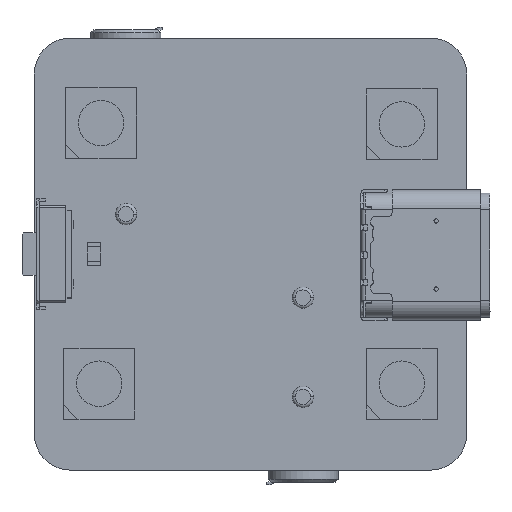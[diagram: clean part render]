
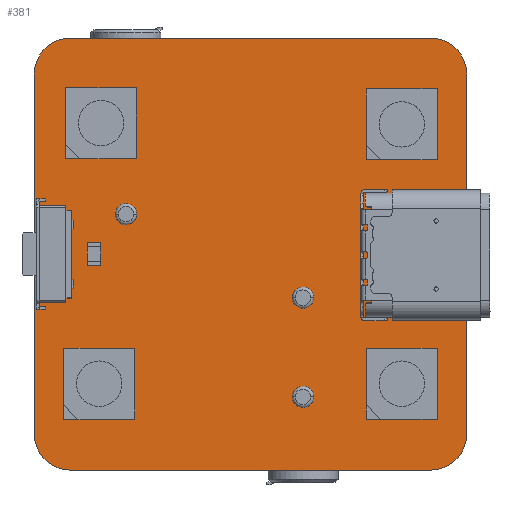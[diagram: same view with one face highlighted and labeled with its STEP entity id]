
A CAD part, top view. The second image highlights one B-rep face of the part: STEP entity #381.
In plain terms, the highlighted planar face has unit normal (0, 0, 1).
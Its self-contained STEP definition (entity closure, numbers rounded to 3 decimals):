
#116 = VERTEX_POINT('',#117);
#117 = CARTESIAN_POINT('',(2.54,5.08,0.411));
#123 = EDGE_CURVE('',#116,#124,#126,.T.);
#124 = VERTEX_POINT('',#125);
#125 = CARTESIAN_POINT('',(2.54,30.48,0.411));
#126 = LINE('',#127,#128);
#127 = CARTESIAN_POINT('',(2.54,5.08,0.411));
#128 = VECTOR('',#129,1.);
#129 = DIRECTION('',(0.,1.,0.));
#154 = EDGE_CURVE('',#124,#155,#157,.T.);
#155 = VERTEX_POINT('',#156);
#156 = CARTESIAN_POINT('',(5.08,33.02,0.411));
#157 = CIRCLE('',#158,2.54);
#158 = AXIS2_PLACEMENT_3D('',#159,#160,#161);
#159 = CARTESIAN_POINT('',(5.08,30.48,0.411));
#160 = DIRECTION('',(0.,0.,-1.));
#161 = DIRECTION('',(-1.,0.,0.));
#187 = EDGE_CURVE('',#155,#188,#190,.T.);
#188 = VERTEX_POINT('',#189);
#189 = CARTESIAN_POINT('',(30.48,33.02,0.411));
#190 = LINE('',#191,#192);
#191 = CARTESIAN_POINT('',(5.08,33.02,0.411));
#192 = VECTOR('',#193,1.);
#193 = DIRECTION('',(1.,0.,0.));
#218 = EDGE_CURVE('',#188,#219,#221,.T.);
#219 = VERTEX_POINT('',#220);
#220 = CARTESIAN_POINT('',(33.02,30.48,0.411));
#221 = CIRCLE('',#222,2.54);
#222 = AXIS2_PLACEMENT_3D('',#223,#224,#225);
#223 = CARTESIAN_POINT('',(30.48,30.48,0.411));
#224 = DIRECTION('',(0.,0.,-1.));
#225 = DIRECTION('',(0.,1.,0.));
#251 = EDGE_CURVE('',#219,#252,#254,.T.);
#252 = VERTEX_POINT('',#253);
#253 = CARTESIAN_POINT('',(33.02,5.08,0.411));
#254 = LINE('',#255,#256);
#255 = CARTESIAN_POINT('',(33.02,30.48,0.411));
#256 = VECTOR('',#257,1.);
#257 = DIRECTION('',(0.,-1.,0.));
#282 = EDGE_CURVE('',#252,#283,#285,.T.);
#283 = VERTEX_POINT('',#284);
#284 = CARTESIAN_POINT('',(30.48,2.54,0.411));
#285 = CIRCLE('',#286,2.54);
#286 = AXIS2_PLACEMENT_3D('',#287,#288,#289);
#287 = CARTESIAN_POINT('',(30.48,5.08,0.411));
#288 = DIRECTION('',(0.,0.,-1.));
#289 = DIRECTION('',(1.,0.,0.));
#315 = EDGE_CURVE('',#283,#316,#318,.T.);
#316 = VERTEX_POINT('',#317);
#317 = CARTESIAN_POINT('',(5.08,2.54,0.411));
#318 = LINE('',#319,#320);
#319 = CARTESIAN_POINT('',(30.48,2.54,0.411));
#320 = VECTOR('',#321,1.);
#321 = DIRECTION('',(-1.,0.,0.));
#346 = EDGE_CURVE('',#316,#116,#347,.T.);
#347 = CIRCLE('',#348,2.54);
#348 = AXIS2_PLACEMENT_3D('',#349,#350,#351);
#349 = CARTESIAN_POINT('',(5.08,5.08,0.411));
#350 = DIRECTION('',(0.,0.,-1.));
#351 = DIRECTION('',(0.,-1.,0.));
#381 = ADVANCED_FACE('',(#382),#392,.T.);
#382 = FACE_BOUND('',#383,.F.);
#383 = EDGE_LOOP('',(#384,#385,#386,#387,#388,#389,#390,#391));
#384 = ORIENTED_EDGE('',*,*,#123,.T.);
#385 = ORIENTED_EDGE('',*,*,#154,.T.);
#386 = ORIENTED_EDGE('',*,*,#187,.T.);
#387 = ORIENTED_EDGE('',*,*,#218,.T.);
#388 = ORIENTED_EDGE('',*,*,#251,.T.);
#389 = ORIENTED_EDGE('',*,*,#282,.T.);
#390 = ORIENTED_EDGE('',*,*,#315,.T.);
#391 = ORIENTED_EDGE('',*,*,#346,.T.);
#392 = PLANE('',#393);
#393 = AXIS2_PLACEMENT_3D('',#394,#395,#396);
#394 = CARTESIAN_POINT('',(2.54,5.08,0.411));
#395 = DIRECTION('',(0.,0.,1.));
#396 = DIRECTION('',(1.,0.,0.));
